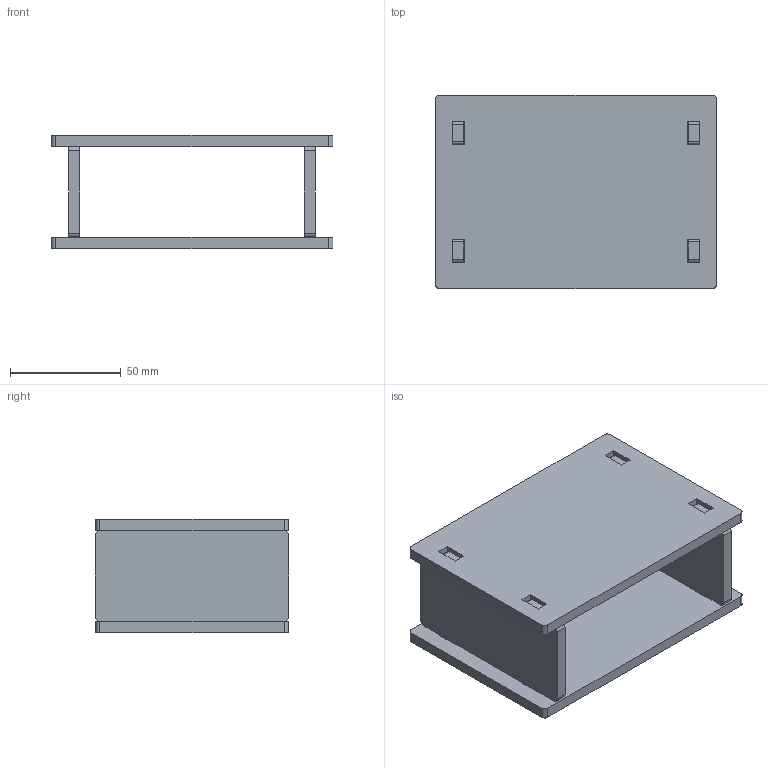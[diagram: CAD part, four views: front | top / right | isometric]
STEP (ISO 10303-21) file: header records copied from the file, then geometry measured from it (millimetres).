
FILE_DESCRIPTION (( 'STEP AP203' ), '1' );
FILE_NAME ('4229-50-30_REV_.step', '2026-01-09T02:44:02', ( '' ), ( '' ), 'SwSTEP 2.0', 'SolidWorks 2025', '' );
FILE_SCHEMA (( 'CONFIG_CONTROL_DESIGN' ));
Length unit declared in the file: millimetre
Products named in the file (3): 4229-50-30_REV_; 4229-50-30-10; 4229-50-30-15
Assembly tree (4 placements, depth 2):
  4229-50-30_REV_
    4229-50-30-10  x2
    4229-50-30-15  x2
Bounding box: 127 x 87 x 51 mm (x, y, z)
Volume: 144964.2 mm3; surface area: 66242.7 mm2
Topology: 4 solids, 4 shells, 120 faces, 336 edges, 224 vertices
Faces by surface type: plane 88, cylinder 32
Entity records: 2293 total; most frequent: CARTESIAN_POINT 363, ORIENTED_EDGE 336, DIRECTION 318, EDGE_CURVE 168, VECTOR 120, LINE 120, VERTEX_POINT 112, AXIS2_PLACEMENT_3D 99
